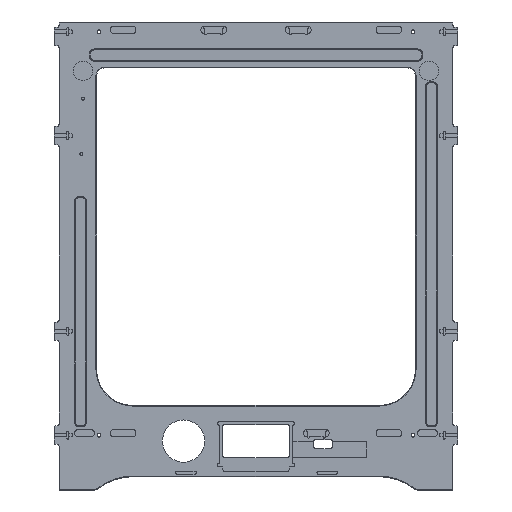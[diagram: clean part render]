
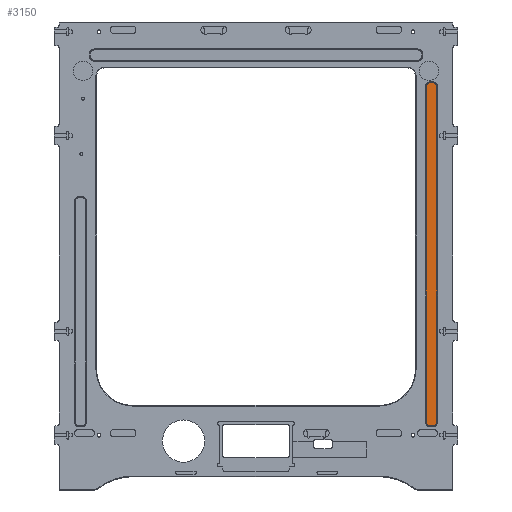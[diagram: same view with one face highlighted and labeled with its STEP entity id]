
A CAD part, top view. The second image highlights one B-rep face of the part: STEP entity #3150.
In plain terms, the highlighted planar face has unit normal (0, 0, 1).
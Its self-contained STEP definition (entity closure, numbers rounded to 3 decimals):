
#240 = CARTESIAN_POINT ( 'NONE',  ( 149.548, -137.9, -1. ) ) ;
#635 = CARTESIAN_POINT ( 'NONE',  ( 149.548, -137.9, -1. ) ) ;
#646 = EDGE_CURVE ( 'NONE', #28972, #21319, #12134, .T. ) ;
#1511 = EDGE_CURVE ( 'NONE', #25800, #28972, #10677, .T. ) ;
#3053 = LINE ( 'NONE', #11797, #28589 ) ;
#3150 = ADVANCED_FACE ( 'NONE', ( #5293 ), #22565, .T. ) ;
#3204 = CIRCLE ( 'NONE', #3792, 3.098 ) ;
#3426 = AXIS2_PLACEMENT_3D ( 'NONE', #11326, #24420, #6932 ) ;
#3792 = AXIS2_PLACEMENT_3D ( 'NONE', #18439, #7492, #16295 ) ;
#4580 = CARTESIAN_POINT ( 'NONE',  ( 146.45, -140.998, -1. ) ) ;
#5293 = FACE_OUTER_BOUND ( 'NONE', #10551, .T. ) ;
#5352 = LINE ( 'NONE', #635, #8192 ) ;
#5617 = EDGE_CURVE ( 'NONE', #23121, #8762, #3053, .T. ) ;
#5697 = DIRECTION ( 'NONE',  ( 0., 1., 0. ) ) ;
#6577 = ORIENTED_EDGE ( 'NONE', *, *, #8419, .T. ) ;
#6932 = DIRECTION ( 'NONE',  ( 1., 0., 0. ) ) ;
#7276 = CARTESIAN_POINT ( 'NONE',  ( 146.45, 143.098, -1. ) ) ;
#7492 = DIRECTION ( 'NONE',  ( 0., 0., -1. ) ) ;
#7818 = ORIENTED_EDGE ( 'NONE', *, *, #646, .F. ) ;
#7964 = CARTESIAN_POINT ( 'NONE',  ( 144.25, 143.098, -1. ) ) ;
#8192 = VECTOR ( 'NONE', #24798, 1000. ) ;
#8419 = EDGE_CURVE ( 'NONE', #16449, #21319, #5352, .T. ) ;
#8543 = CIRCLE ( 'NONE', #9629, 3.098 ) ;
#8653 = CARTESIAN_POINT ( 'NONE',  ( 146.45, 140., -1. ) ) ;
#8762 = VERTEX_POINT ( 'NONE', #17467 ) ;
#9629 = AXIS2_PLACEMENT_3D ( 'NONE', #14903, #21740, #12860 ) ;
#9938 = CARTESIAN_POINT ( 'NONE',  ( 141.152, -137.9, -1. ) ) ;
#10551 = EDGE_LOOP ( 'NONE', ( #6577, #7818, #13462, #10655, #18674, #20276, #23341, #11812 ) ) ;
#10655 = ORIENTED_EDGE ( 'NONE', *, *, #14629, .F. ) ;
#10677 = LINE ( 'NONE', #7964, #16632 ) ;
#10887 = DIRECTION ( 'NONE',  ( 0., 0., -1. ) ) ;
#11326 = CARTESIAN_POINT ( 'NONE',  ( 146.45, -137.9, -1. ) ) ;
#11704 = DIRECTION ( 'NONE',  ( -1., 0., 0. ) ) ;
#11797 = CARTESIAN_POINT ( 'NONE',  ( 146.45, -140.998, -1. ) ) ;
#11812 = ORIENTED_EDGE ( 'NONE', *, *, #13752, .F. ) ;
#12134 = CIRCLE ( 'NONE', #21709, 3.098 ) ;
#12553 = CARTESIAN_POINT ( 'NONE',  ( 144.25, 143.098, -1. ) ) ;
#12860 = DIRECTION ( 'NONE',  ( -1., 0., 0. ) ) ;
#13033 = AXIS2_PLACEMENT_3D ( 'NONE', #25966, #21574, #28336 ) ;
#13462 = ORIENTED_EDGE ( 'NONE', *, *, #1511, .F. ) ;
#13752 = EDGE_CURVE ( 'NONE', #16449, #23121, #8543, .T. ) ;
#14629 = EDGE_CURVE ( 'NONE', #15412, #25800, #3204, .T. ) ;
#14903 = CARTESIAN_POINT ( 'NONE',  ( 146.45, -137.9, -1. ) ) ;
#15412 = VERTEX_POINT ( 'NONE', #20552 ) ;
#16137 = EDGE_CURVE ( 'NONE', #8762, #22294, #20614, .T. ) ;
#16295 = DIRECTION ( 'NONE',  ( -1., 0., 0. ) ) ;
#16449 = VERTEX_POINT ( 'NONE', #240 ) ;
#16632 = VECTOR ( 'NONE', #25437, 1000. ) ;
#17467 = CARTESIAN_POINT ( 'NONE',  ( 144.25, -140.998, -1. ) ) ;
#18439 = CARTESIAN_POINT ( 'NONE',  ( 144.25, 140., -1. ) ) ;
#18660 = CARTESIAN_POINT ( 'NONE',  ( 149.548, 140., -1. ) ) ;
#18674 = ORIENTED_EDGE ( 'NONE', *, *, #25616, .F. ) ;
#20276 = ORIENTED_EDGE ( 'NONE', *, *, #16137, .F. ) ;
#20552 = CARTESIAN_POINT ( 'NONE',  ( 141.152, 140., -1. ) ) ;
#20614 = CIRCLE ( 'NONE', #13033, 3.098 ) ;
#21319 = VERTEX_POINT ( 'NONE', #18660 ) ;
#21574 = DIRECTION ( 'NONE',  ( 0., 0., -1. ) ) ;
#21709 = AXIS2_PLACEMENT_3D ( 'NONE', #8653, #10887, #24257 ) ;
#21740 = DIRECTION ( 'NONE',  ( 0., 0., -1. ) ) ;
#22220 = VECTOR ( 'NONE', #5697, 1000. ) ;
#22294 = VERTEX_POINT ( 'NONE', #24746 ) ;
#22565 = PLANE ( 'NONE',  #3426 ) ;
#23121 = VERTEX_POINT ( 'NONE', #4580 ) ;
#23341 = ORIENTED_EDGE ( 'NONE', *, *, #5617, .F. ) ;
#24257 = DIRECTION ( 'NONE',  ( -1., 0., 0. ) ) ;
#24420 = DIRECTION ( 'NONE',  ( 0., 0., 1. ) ) ;
#24746 = CARTESIAN_POINT ( 'NONE',  ( 141.152, -137.9, -1. ) ) ;
#24798 = DIRECTION ( 'NONE',  ( 0., 1., 0. ) ) ;
#25437 = DIRECTION ( 'NONE',  ( 1., 0., 0. ) ) ;
#25616 = EDGE_CURVE ( 'NONE', #22294, #15412, #27455, .T. ) ;
#25800 = VERTEX_POINT ( 'NONE', #12553 ) ;
#25966 = CARTESIAN_POINT ( 'NONE',  ( 144.25, -137.9, -1. ) ) ;
#27455 = LINE ( 'NONE', #9938, #22220 ) ;
#28336 = DIRECTION ( 'NONE',  ( -1., 0., 0. ) ) ;
#28589 = VECTOR ( 'NONE', #11704, 1000. ) ;
#28972 = VERTEX_POINT ( 'NONE', #7276 ) ;
